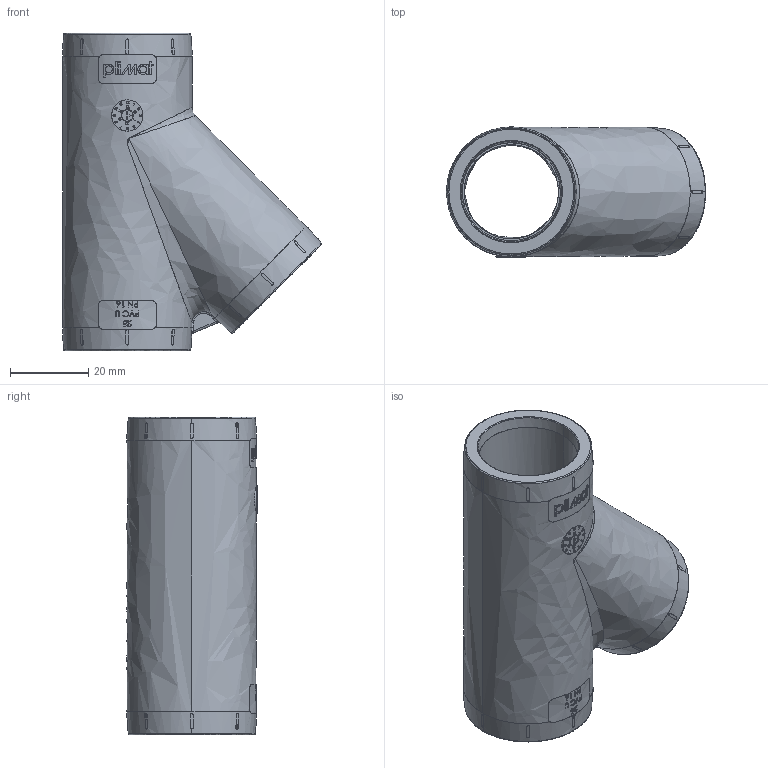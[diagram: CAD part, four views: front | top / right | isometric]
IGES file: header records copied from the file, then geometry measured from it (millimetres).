
Start section: SolidWorks IGES file using NURBS representation for surfaces
Global section: file name: 01 05 1344 025.IGS; native system: SolidWorks 2017; preprocessor: SolidWorks 2017; author: Rui Gomes; date: 170707.160623; units: millimetre
Bounding box: 66.07 x 33.25 x 81 mm (x, y, z)
Surface area: 20581 mm2 (no closed solid volume)
Topology: 0 solids, 0 shells, 767 faces, 7577 edges, 7569 vertices
Faces by surface type: bspline 767
